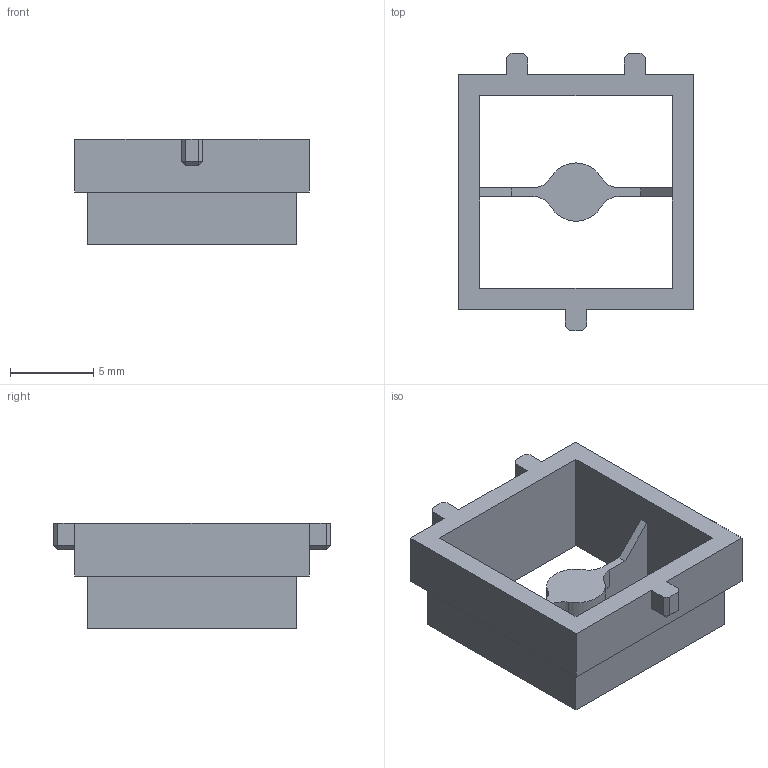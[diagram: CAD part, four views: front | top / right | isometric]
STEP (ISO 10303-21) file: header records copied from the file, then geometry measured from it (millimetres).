
FILE_DESCRIPTION (( 'STEP AP214' ), '1' );
FILE_NAME ('.55 SQ Indicator Actuator.STEP', '2021-11-18T20:22:00', ( '' ), ( '' ), 'SwSTEP 2.0', 'SolidWorks 2021', '' );
FILE_SCHEMA (( 'AUTOMOTIVE_DESIGN' ));
Length unit declared in the file: inch
Products named in the file (1): .55 SQ Indicator Actuator
Bounding box: 14.1 x 16.64 x 6.35 mm (x, y, z)
Volume: 320.5 mm3; surface area: 880.5 mm2
Topology: 1 solids, 1 shells, 61 faces, 159 edges, 100 vertices
Faces by surface type: plane 55, cylinder 6
Entity records: 1869 total; most frequent: CARTESIAN_POINT 321, ORIENTED_EDGE 318, DIRECTION 295, EDGE_CURVE 159, LINE 147, VECTOR 147, VERTEX_POINT 100, AXIS2_PLACEMENT_3D 74
